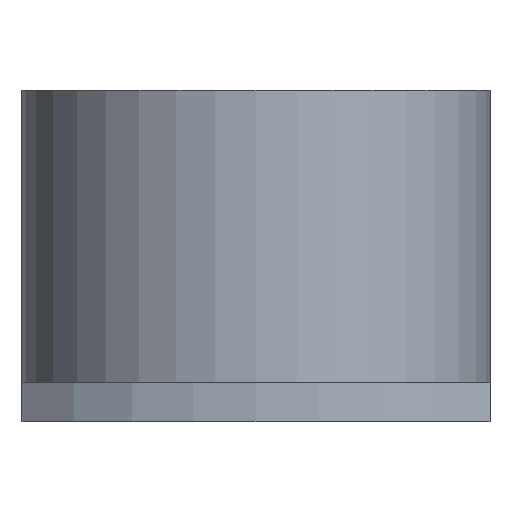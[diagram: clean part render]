
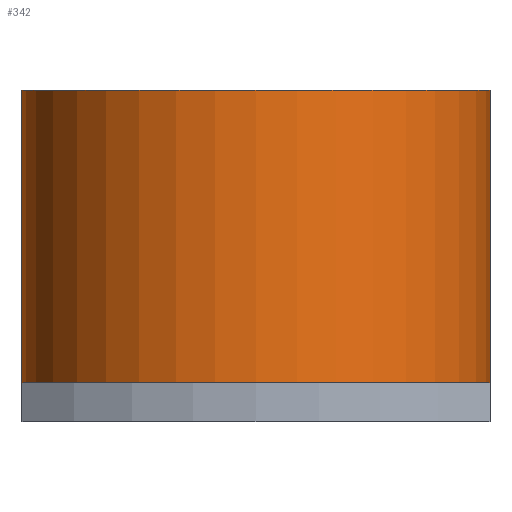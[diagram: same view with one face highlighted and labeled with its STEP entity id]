
A CAD part, front view. The second image highlights one B-rep face of the part: STEP entity #342.
In plain terms, the highlighted cylindrical face has radius 2.4 mm (diameter 4.8 mm), a partial arc.
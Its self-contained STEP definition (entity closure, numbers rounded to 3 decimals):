
#38=FACE_OUTER_BOUND('',#58,.T.);
#58=EDGE_LOOP('',(#273,#274,#275,#276));
#73=CIRCLE('',#375,2.4);
#76=CIRCLE('',#384,2.4);
#93=LINE('',#543,#125);
#99=LINE('',#553,#131);
#125=VECTOR('',#436,10.);
#131=VECTOR('',#444,10.);
#157=VERTEX_POINT('',#530);
#158=VERTEX_POINT('',#532);
#161=VERTEX_POINT('',#542);
#164=VERTEX_POINT('',#551);
#190=EDGE_CURVE('',#158,#157,#73,.T.);
#195=EDGE_CURVE('',#161,#158,#93,.T.);
#201=EDGE_CURVE('',#164,#157,#99,.T.);
#204=EDGE_CURVE('',#161,#164,#76,.T.);
#273=ORIENTED_EDGE('',*,*,#195,.T.);
#274=ORIENTED_EDGE('',*,*,#190,.T.);
#275=ORIENTED_EDGE('',*,*,#201,.F.);
#276=ORIENTED_EDGE('',*,*,#204,.F.);
#328=CYLINDRICAL_SURFACE('',#385,2.4);
#342=ADVANCED_FACE('',(#38),#328,.T.);
#375=AXIS2_PLACEMENT_3D('',#533,#425,#426);
#384=AXIS2_PLACEMENT_3D('',#559,#454,#455);
#385=AXIS2_PLACEMENT_3D('',#560,#456,#457);
#425=DIRECTION('center_axis',(0.,0.,1.));
#426=DIRECTION('ref_axis',(-1.,0.,0.));
#436=DIRECTION('',(0.,0.,-1.));
#444=DIRECTION('',(0.,0.,-1.));
#454=DIRECTION('center_axis',(0.,0.,1.));
#455=DIRECTION('ref_axis',(-1.,0.,0.));
#456=DIRECTION('center_axis',(0.,0.,-1.));
#457=DIRECTION('ref_axis',(-1.,0.,0.));
#530=CARTESIAN_POINT('',(36.015,6.789,16.235));
#532=CARTESIAN_POINT('',(31.215,6.789,16.235));
#533=CARTESIAN_POINT('Origin',(33.615,6.789,16.235));
#542=CARTESIAN_POINT('',(31.215,6.789,19.235));
#543=CARTESIAN_POINT('',(31.215,6.789,19.235));
#551=CARTESIAN_POINT('',(36.015,6.789,19.235));
#553=CARTESIAN_POINT('',(36.015,6.789,19.235));
#559=CARTESIAN_POINT('Origin',(33.615,6.789,19.235));
#560=CARTESIAN_POINT('Origin',(33.615,6.789,19.235));
